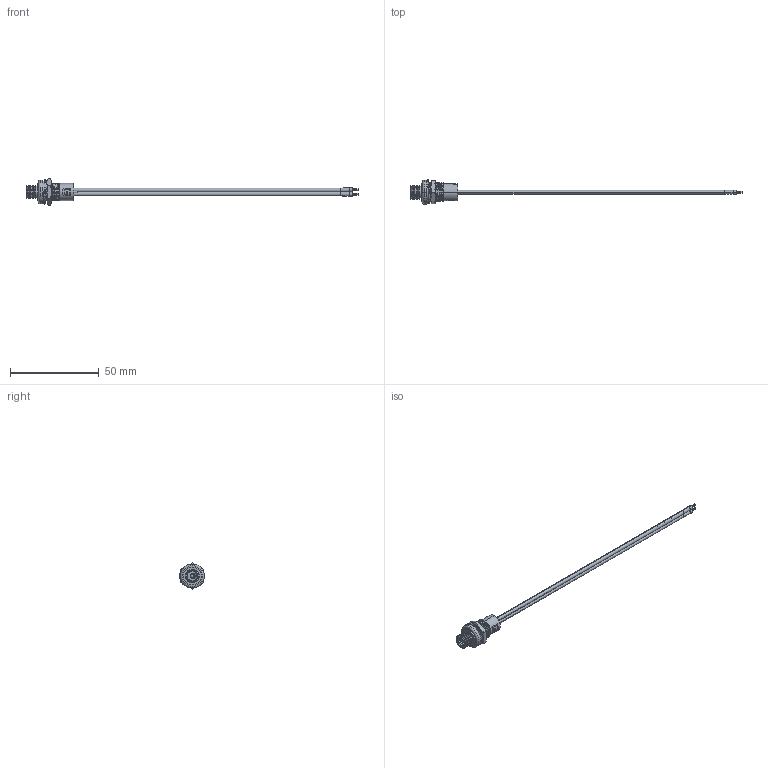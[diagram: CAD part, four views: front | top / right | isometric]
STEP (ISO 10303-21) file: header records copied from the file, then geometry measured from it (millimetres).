
FILE_DESCRIPTION (( 'STEP AP203' ), '1' );
FILE_NAME ('10-03672.STEP', '2020-06-01T22:10:46', ( '' ), ( '' ), 'SwSTEP 2.0', 'SolidWorks 2015', '' );
FILE_SCHEMA (( 'CONFIG_CONTROL_DESIGN' ));
Length unit declared in the file: millimetre
Products named in the file (10): 10-03672; 50-00616 ground terminal; 50-00616 center terminal; 24-00333; 50-00616 shell; 30-00795_5mm; 56-00000; 50-00616 insulator; 50-00616; 56-00001_Helical - Render
Assembly tree (9 placements, depth 3):
  10-03672
    50-00616
      50-00616 insulator
      50-00616 ground terminal
      50-00616 center terminal
      50-00616 shell
    24-00333
    30-00795_5mm
    56-00000
    56-00001_Helical - Render
Bounding box: 187 x 13.86 x 15.01 mm (x, y, z)
Volume: 2867.6 mm3; surface area: 17850.5 mm2
Topology: 177 solids, 177 shells, 1188 faces, 2384 edges, 1572 vertices
Faces by surface type: cylinder 594, plane 432, bspline 118, cone 36, sphere 4, torus 4
Entity records: 57927 total; most frequent: CARTESIAN_POINT 32110, DIRECTION 5340, ORIENTED_EDGE 4760, EDGE_CURVE 2380, AXIS2_PLACEMENT_3D 2289, VERTEX_POINT 1572, EDGE_LOOP 1390, CIRCLE 1206
